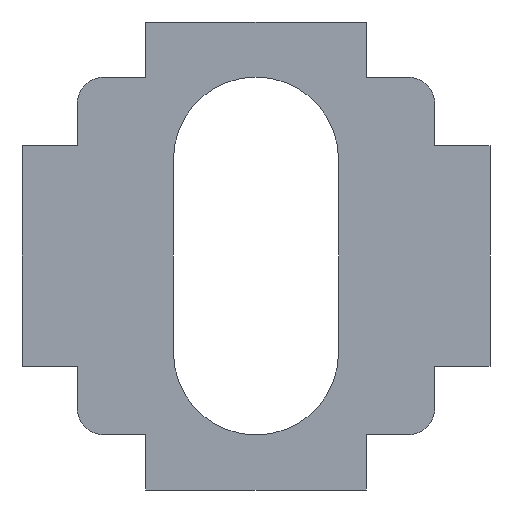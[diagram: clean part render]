
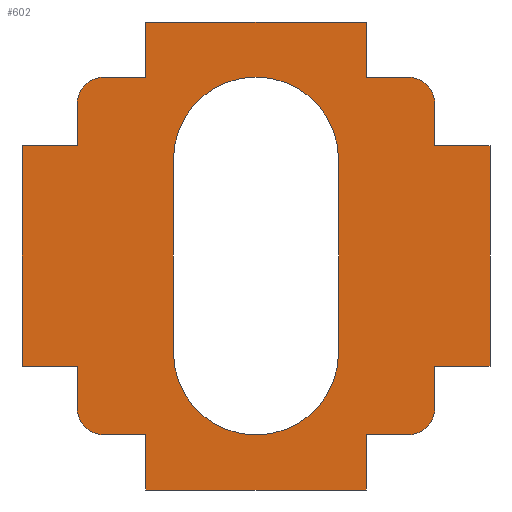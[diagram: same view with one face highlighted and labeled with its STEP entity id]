
A CAD part, front view. The second image highlights one B-rep face of the part: STEP entity #602.
In plain terms, the highlighted planar face has unit normal (0, -1, 0).
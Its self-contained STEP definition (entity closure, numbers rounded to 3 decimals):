
#16=FACE_BOUND('',#102,.T.);
#40=PLANE('',#667);
#70=FACE_OUTER_BOUND('',#101,.T.);
#101=EDGE_LOOP('',(#539,#540,#541,#542,#543,#544,#545,#546,#547,#548,#549,
#550,#551,#552,#553,#554,#555,#556,#557,#558,#559,#560,#561,#562));
#102=EDGE_LOOP('',(#563,#564,#565,#566));
#105=LINE('',#838,#177);
#109=LINE('',#849,#181);
#111=LINE('',#854,#183);
#115=LINE('',#862,#187);
#118=LINE('',#868,#190);
#121=LINE('',#874,#193);
#125=LINE('',#886,#197);
#128=LINE('',#892,#200);
#131=LINE('',#898,#203);
#134=LINE('',#904,#206);
#137=LINE('',#910,#209);
#141=LINE('',#922,#213);
#144=LINE('',#928,#216);
#147=LINE('',#934,#219);
#150=LINE('',#940,#222);
#153=LINE('',#946,#225);
#157=LINE('',#958,#229);
#160=LINE('',#964,#232);
#163=LINE('',#970,#235);
#166=LINE('',#976,#238);
#169=LINE('',#982,#241);
#173=LINE('',#993,#245);
#177=VECTOR('',#680,10.);
#181=VECTOR('',#692,10.);
#183=VECTOR('',#696,10.);
#187=VECTOR('',#702,10.);
#190=VECTOR('',#707,10.);
#193=VECTOR('',#712,10.);
#197=VECTOR('',#724,10.);
#200=VECTOR('',#729,10.);
#203=VECTOR('',#734,10.);
#206=VECTOR('',#739,10.);
#209=VECTOR('',#744,10.);
#213=VECTOR('',#756,10.);
#216=VECTOR('',#761,10.);
#219=VECTOR('',#766,10.);
#222=VECTOR('',#771,10.);
#225=VECTOR('',#776,10.);
#229=VECTOR('',#788,10.);
#232=VECTOR('',#793,10.);
#235=VECTOR('',#798,10.);
#238=VECTOR('',#803,10.);
#241=VECTOR('',#808,10.);
#245=VECTOR('',#820,10.);
#247=CIRCLE('',#627,3.);
#249=CIRCLE('',#631,3.);
#251=CIRCLE('',#639,1.);
#253=CIRCLE('',#647,1.);
#255=CIRCLE('',#655,1.);
#257=CIRCLE('',#663,1.);
#259=VERTEX_POINT('',#828);
#260=VERTEX_POINT('',#829);
#263=VERTEX_POINT('',#837);
#265=VERTEX_POINT('',#843);
#267=VERTEX_POINT('',#852);
#268=VERTEX_POINT('',#853);
#271=VERTEX_POINT('',#861);
#273=VERTEX_POINT('',#867);
#275=VERTEX_POINT('',#873);
#277=VERTEX_POINT('',#879);
#279=VERTEX_POINT('',#885);
#281=VERTEX_POINT('',#891);
#283=VERTEX_POINT('',#897);
#285=VERTEX_POINT('',#903);
#287=VERTEX_POINT('',#909);
#289=VERTEX_POINT('',#915);
#291=VERTEX_POINT('',#921);
#293=VERTEX_POINT('',#927);
#295=VERTEX_POINT('',#933);
#297=VERTEX_POINT('',#939);
#299=VERTEX_POINT('',#945);
#301=VERTEX_POINT('',#951);
#303=VERTEX_POINT('',#957);
#305=VERTEX_POINT('',#963);
#307=VERTEX_POINT('',#969);
#309=VERTEX_POINT('',#975);
#311=VERTEX_POINT('',#981);
#313=VERTEX_POINT('',#987);
#315=EDGE_CURVE('',#259,#260,#247,.T.);
#319=EDGE_CURVE('',#260,#263,#105,.T.);
#322=EDGE_CURVE('',#263,#265,#249,.T.);
#325=EDGE_CURVE('',#265,#259,#109,.T.);
#327=EDGE_CURVE('',#267,#268,#111,.T.);
#331=EDGE_CURVE('',#271,#267,#115,.T.);
#334=EDGE_CURVE('',#273,#271,#118,.T.);
#337=EDGE_CURVE('',#275,#273,#121,.T.);
#340=EDGE_CURVE('',#277,#275,#251,.T.);
#343=EDGE_CURVE('',#279,#277,#125,.T.);
#346=EDGE_CURVE('',#281,#279,#128,.T.);
#349=EDGE_CURVE('',#283,#281,#131,.T.);
#352=EDGE_CURVE('',#285,#283,#134,.T.);
#355=EDGE_CURVE('',#287,#285,#137,.T.);
#358=EDGE_CURVE('',#289,#287,#253,.T.);
#361=EDGE_CURVE('',#291,#289,#141,.T.);
#364=EDGE_CURVE('',#293,#291,#144,.T.);
#367=EDGE_CURVE('',#295,#293,#147,.T.);
#370=EDGE_CURVE('',#297,#295,#150,.T.);
#373=EDGE_CURVE('',#299,#297,#153,.T.);
#376=EDGE_CURVE('',#301,#299,#255,.T.);
#379=EDGE_CURVE('',#303,#301,#157,.T.);
#382=EDGE_CURVE('',#305,#303,#160,.T.);
#385=EDGE_CURVE('',#307,#305,#163,.T.);
#388=EDGE_CURVE('',#309,#307,#166,.T.);
#391=EDGE_CURVE('',#311,#309,#169,.T.);
#394=EDGE_CURVE('',#313,#311,#257,.T.);
#397=EDGE_CURVE('',#268,#313,#173,.T.);
#539=ORIENTED_EDGE('',*,*,#397,.F.);
#540=ORIENTED_EDGE('',*,*,#327,.F.);
#541=ORIENTED_EDGE('',*,*,#331,.F.);
#542=ORIENTED_EDGE('',*,*,#334,.F.);
#543=ORIENTED_EDGE('',*,*,#337,.F.);
#544=ORIENTED_EDGE('',*,*,#340,.F.);
#545=ORIENTED_EDGE('',*,*,#343,.F.);
#546=ORIENTED_EDGE('',*,*,#346,.F.);
#547=ORIENTED_EDGE('',*,*,#349,.F.);
#548=ORIENTED_EDGE('',*,*,#352,.F.);
#549=ORIENTED_EDGE('',*,*,#355,.F.);
#550=ORIENTED_EDGE('',*,*,#358,.F.);
#551=ORIENTED_EDGE('',*,*,#361,.F.);
#552=ORIENTED_EDGE('',*,*,#364,.F.);
#553=ORIENTED_EDGE('',*,*,#367,.F.);
#554=ORIENTED_EDGE('',*,*,#370,.F.);
#555=ORIENTED_EDGE('',*,*,#373,.F.);
#556=ORIENTED_EDGE('',*,*,#376,.F.);
#557=ORIENTED_EDGE('',*,*,#379,.F.);
#558=ORIENTED_EDGE('',*,*,#382,.F.);
#559=ORIENTED_EDGE('',*,*,#385,.F.);
#560=ORIENTED_EDGE('',*,*,#388,.F.);
#561=ORIENTED_EDGE('',*,*,#391,.F.);
#562=ORIENTED_EDGE('',*,*,#394,.F.);
#563=ORIENTED_EDGE('',*,*,#322,.T.);
#564=ORIENTED_EDGE('',*,*,#325,.T.);
#565=ORIENTED_EDGE('',*,*,#315,.T.);
#566=ORIENTED_EDGE('',*,*,#319,.T.);
#602=ADVANCED_FACE('',(#70,#16),#40,.F.);
#627=AXIS2_PLACEMENT_3D('',#830,#672,#673);
#631=AXIS2_PLACEMENT_3D('',#844,#685,#686);
#639=AXIS2_PLACEMENT_3D('',#880,#717,#718);
#647=AXIS2_PLACEMENT_3D('',#916,#749,#750);
#655=AXIS2_PLACEMENT_3D('',#952,#781,#782);
#663=AXIS2_PLACEMENT_3D('',#988,#813,#814);
#667=AXIS2_PLACEMENT_3D('',#996,#824,#825);
#672=DIRECTION('center_axis',(0.,1.,0.));
#673=DIRECTION('ref_axis',(1.,0.,0.));
#680=DIRECTION('',(0.,0.,1.));
#685=DIRECTION('center_axis',(0.,1.,0.));
#686=DIRECTION('ref_axis',(-1.,0.,0.));
#692=DIRECTION('',(0.,0.,-1.));
#696=DIRECTION('',(1.,0.,0.));
#702=DIRECTION('',(0.,0.,1.));
#707=DIRECTION('',(-1.,0.,0.));
#712=DIRECTION('',(0.,0.,1.));
#717=DIRECTION('center_axis',(0.,1.,0.));
#718=DIRECTION('ref_axis',(0.,0.,-1.));
#724=DIRECTION('',(-1.,0.,0.));
#729=DIRECTION('',(0.,0.,1.));
#734=DIRECTION('',(-1.,0.,0.));
#739=DIRECTION('',(0.,0.,-1.));
#744=DIRECTION('',(-1.,0.,0.));
#749=DIRECTION('center_axis',(0.,1.,0.));
#750=DIRECTION('ref_axis',(1.,0.,0.));
#756=DIRECTION('',(0.,0.,-1.));
#761=DIRECTION('',(-1.,0.,0.));
#766=DIRECTION('',(0.,0.,-1.));
#771=DIRECTION('',(1.,0.,0.));
#776=DIRECTION('',(0.,0.,-1.));
#781=DIRECTION('center_axis',(0.,1.,0.));
#782=DIRECTION('ref_axis',(0.,0.,1.));
#788=DIRECTION('',(1.,0.,0.));
#793=DIRECTION('',(0.,0.,-1.));
#798=DIRECTION('',(1.,0.,0.));
#803=DIRECTION('',(0.,0.,1.));
#808=DIRECTION('',(1.,0.,0.));
#813=DIRECTION('center_axis',(0.,1.,0.));
#814=DIRECTION('ref_axis',(-1.,0.,0.));
#820=DIRECTION('',(0.,0.,1.));
#824=DIRECTION('center_axis',(0.,1.,0.));
#825=DIRECTION('ref_axis',(0.,0.,1.));
#828=CARTESIAN_POINT('',(3.,0.,-3.5));
#829=CARTESIAN_POINT('',(-3.,0.,-3.5));
#830=CARTESIAN_POINT('Origin',(0.,0.,-3.5));
#837=CARTESIAN_POINT('',(-3.,0.,3.5));
#838=CARTESIAN_POINT('',(-3.,0.,1.75));
#843=CARTESIAN_POINT('',(3.,0.,3.5));
#844=CARTESIAN_POINT('Origin',(0.,0.,3.5));
#849=CARTESIAN_POINT('',(3.,0.,-1.75));
#852=CARTESIAN_POINT('',(-8.5,0.,4.));
#853=CARTESIAN_POINT('',(-6.5,0.,4.));
#854=CARTESIAN_POINT('',(-8.5,0.,4.));
#861=CARTESIAN_POINT('',(-8.5,0.,-4.));
#862=CARTESIAN_POINT('',(-8.5,0.,-4.));
#867=CARTESIAN_POINT('',(-6.5,0.,-4.));
#868=CARTESIAN_POINT('',(-6.5,0.,-4.));
#873=CARTESIAN_POINT('',(-6.5,0.,-5.5));
#874=CARTESIAN_POINT('',(-6.5,0.,-5.5));
#879=CARTESIAN_POINT('',(-5.5,0.,-6.5));
#880=CARTESIAN_POINT('Origin',(-5.5,0.,-5.5));
#885=CARTESIAN_POINT('',(-4.,0.,-6.5));
#886=CARTESIAN_POINT('',(-4.,0.,-6.5));
#891=CARTESIAN_POINT('',(-4.,0.,-8.5));
#892=CARTESIAN_POINT('',(-4.,0.,-8.5));
#897=CARTESIAN_POINT('',(4.,0.,-8.5));
#898=CARTESIAN_POINT('',(4.,0.,-8.5));
#903=CARTESIAN_POINT('',(4.,0.,-6.5));
#904=CARTESIAN_POINT('',(4.,0.,-6.5));
#909=CARTESIAN_POINT('',(5.5,0.,-6.5));
#910=CARTESIAN_POINT('',(5.5,0.,-6.5));
#915=CARTESIAN_POINT('',(6.5,0.,-5.5));
#916=CARTESIAN_POINT('Origin',(5.5,0.,-5.5));
#921=CARTESIAN_POINT('',(6.5,0.,-4.));
#922=CARTESIAN_POINT('',(6.5,0.,-4.));
#927=CARTESIAN_POINT('',(8.5,0.,-4.));
#928=CARTESIAN_POINT('',(8.5,0.,-4.));
#933=CARTESIAN_POINT('',(8.5,0.,4.));
#934=CARTESIAN_POINT('',(8.5,0.,4.));
#939=CARTESIAN_POINT('',(6.5,0.,4.));
#940=CARTESIAN_POINT('',(6.5,0.,4.));
#945=CARTESIAN_POINT('',(6.5,0.,5.5));
#946=CARTESIAN_POINT('',(6.5,0.,5.5));
#951=CARTESIAN_POINT('',(5.5,0.,6.5));
#952=CARTESIAN_POINT('Origin',(5.5,0.,5.5));
#957=CARTESIAN_POINT('',(4.,0.,6.5));
#958=CARTESIAN_POINT('',(4.,0.,6.5));
#963=CARTESIAN_POINT('',(4.,0.,8.5));
#964=CARTESIAN_POINT('',(4.,0.,8.5));
#969=CARTESIAN_POINT('',(-4.,0.,8.5));
#970=CARTESIAN_POINT('',(-4.,0.,8.5));
#975=CARTESIAN_POINT('',(-4.,0.,6.5));
#976=CARTESIAN_POINT('',(-4.,0.,6.5));
#981=CARTESIAN_POINT('',(-5.5,0.,6.5));
#982=CARTESIAN_POINT('',(-5.5,0.,6.5));
#987=CARTESIAN_POINT('',(-6.5,0.,5.5));
#988=CARTESIAN_POINT('Origin',(-5.5,0.,5.5));
#993=CARTESIAN_POINT('',(-6.5,0.,4.));
#996=CARTESIAN_POINT('Origin',(0.,0.,0.));
